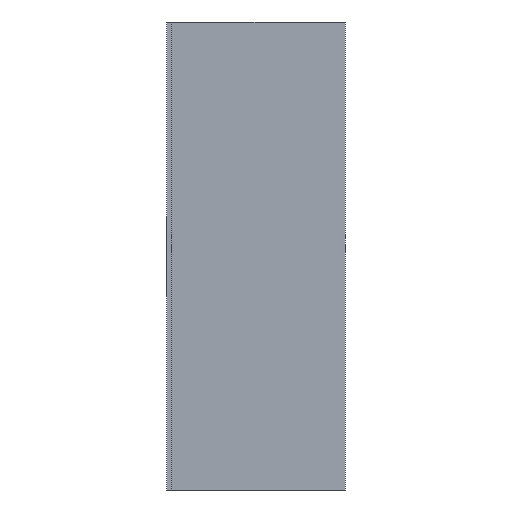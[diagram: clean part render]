
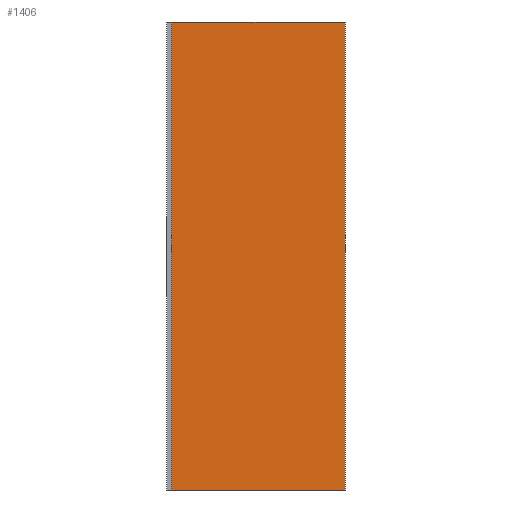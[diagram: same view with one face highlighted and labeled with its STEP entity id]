
A CAD part, left-side view. The second image highlights one B-rep face of the part: STEP entity #1406.
In plain terms, the highlighted planar face has unit normal (-1, 0, 0).
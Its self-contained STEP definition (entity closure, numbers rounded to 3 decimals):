
#173 = DIRECTION ( 'NONE',  ( 1., 0., 0. ) ) ;
#323 = EDGE_CURVE ( 'NONE', #3305, #2611, #2905, .T. ) ;
#381 = CARTESIAN_POINT ( 'NONE',  ( -0.041, -0.018, -1.7 ) ) ;
#488 = DIRECTION ( 'NONE',  ( 0., 0., 1. ) ) ;
#543 = CARTESIAN_POINT ( 'NONE',  ( -0.041, 0., -1.7 ) ) ;
#548 = VECTOR ( 'NONE', #488, 1000. ) ;
#600 = VECTOR ( 'NONE', #836, 1000. ) ;
#796 = EDGE_CURVE ( 'NONE', #1186, #915, #1547, .T. ) ;
#819 = LINE ( 'NONE', #893, #600 ) ;
#836 = DIRECTION ( 'NONE',  ( 0., 1., 0. ) ) ;
#843 = CARTESIAN_POINT ( 'NONE',  ( -0.041, 0.614, 0. ) ) ;
#893 = CARTESIAN_POINT ( 'NONE',  ( -0.041, 0., 0. ) ) ;
#915 = VERTEX_POINT ( 'NONE', #843 ) ;
#1046 = VECTOR ( 'NONE', #2444, 1000. ) ;
#1135 = CARTESIAN_POINT ( 'NONE',  ( -0.041, -0.018, 0. ) ) ;
#1186 = VERTEX_POINT ( 'NONE', #2966 ) ;
#1291 = CARTESIAN_POINT ( 'NONE',  ( -0.041, 0.614, -1.7 ) ) ;
#1406 = ADVANCED_FACE ( 'NONE', ( #3071 ), #3121, .F. ) ;
#1481 = ORIENTED_EDGE ( 'NONE', *, *, #796, .F. ) ;
#1525 = CARTESIAN_POINT ( 'NONE',  ( -0.041, -0.018, -1.7 ) ) ;
#1547 = LINE ( 'NONE', #1291, #2152 ) ;
#1878 = ORIENTED_EDGE ( 'NONE', *, *, #3143, .F. ) ;
#1985 = ORIENTED_EDGE ( 'NONE', *, *, #323, .T. ) ;
#2012 = DIRECTION ( 'NONE',  ( 0., 0., -1. ) ) ;
#2152 = VECTOR ( 'NONE', #3167, 1000. ) ;
#2444 = DIRECTION ( 'NONE',  ( 0., 1., 0. ) ) ;
#2584 = EDGE_CURVE ( 'NONE', #2611, #915, #819, .T. ) ;
#2587 = CARTESIAN_POINT ( 'NONE',  ( -0.041, 0., -1.7 ) ) ;
#2611 = VERTEX_POINT ( 'NONE', #1135 ) ;
#2680 = ORIENTED_EDGE ( 'NONE', *, *, #2584, .T. ) ;
#2709 = LINE ( 'NONE', #543, #1046 ) ;
#2905 = LINE ( 'NONE', #1525, #548 ) ;
#2966 = CARTESIAN_POINT ( 'NONE',  ( -0.041, 0.614, -1.7 ) ) ;
#2968 = EDGE_LOOP ( 'NONE', ( #2680, #1481, #1878, #1985 ) ) ;
#3071 = FACE_OUTER_BOUND ( 'NONE', #2968, .T. ) ;
#3121 = PLANE ( 'NONE',  #3402 ) ;
#3143 = EDGE_CURVE ( 'NONE', #3305, #1186, #2709, .T. ) ;
#3167 = DIRECTION ( 'NONE',  ( 0., 0., 1. ) ) ;
#3305 = VERTEX_POINT ( 'NONE', #381 ) ;
#3402 = AXIS2_PLACEMENT_3D ( 'NONE', #2587, #173, #2012 ) ;
